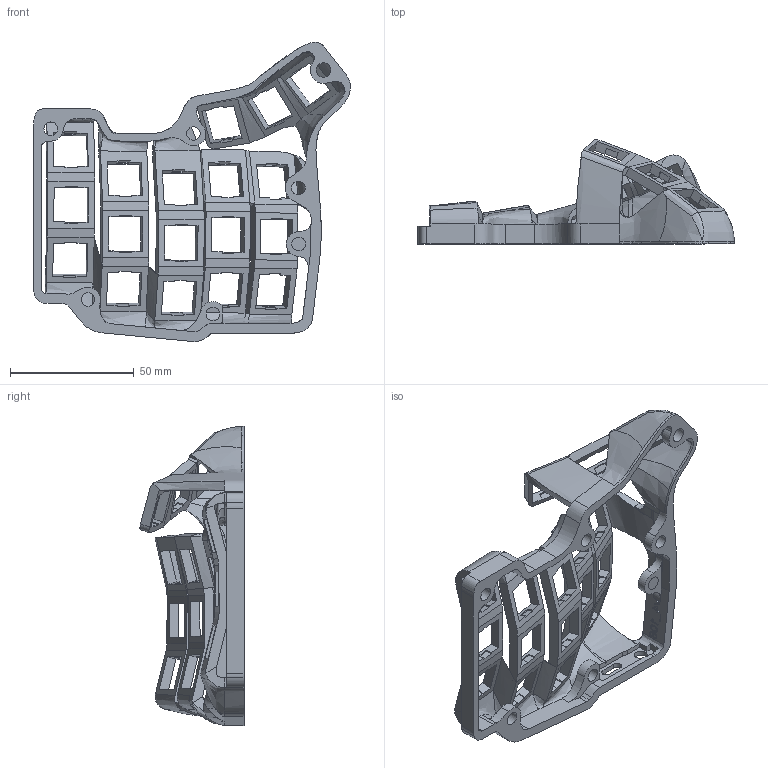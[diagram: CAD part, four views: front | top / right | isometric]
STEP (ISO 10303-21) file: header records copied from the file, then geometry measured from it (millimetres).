
FILE_DESCRIPTION(/* description */ (''),/* implementation_level */ '2;1');
FILE_NAME(/* name */ 'Skeletyl_v4 v105-left.step',/* time_stamp */ '2024-05-21T19:22:20+08:00',/* author */ (''),/* organization */ (''),/* preprocessor_version */ 'ST-DEVELOPER v20',/* originating_system */ 'Autodesk Translation Framework v13.14.0.145',/* authorisation */ '');
FILE_SCHEMA (('AUTOMOTIVE_DESIGN { 1 0 10303 214 3 1 1 }'));
Length unit declared in the file: millimetre
Products named in the file (2): Skeletyl Assembly; Skeletyl_v4 v105 v49(Mirror) (2)
Assembly tree (1 placements, depth 2):
  Skeletyl Assembly
    Skeletyl_v4 v105 v49(Mirror) (2)
Bounding box: 127.97 x 42.02 x 120.86 mm (x, y, z)
Volume: 43057.2 mm3; surface area: 34810.2 mm2
Topology: 1 solids, 2 shells, 654 faces, 1905 edges, 1246 vertices
Faces by surface type: plane 393, bspline 240, cylinder 21
Full cylindrical faces by diameter (mm): 5.2 x1, 5.5 x6, 5.9 x1
Entity records: 30513 total; most frequent: CARTESIAN_POINT 15042, ORIENTED_EDGE 3806, DIRECTION 2201, EDGE_CURVE 1903, LINE 1275, VECTOR 1275, VERTEX_POINT 1246, EDGE_LOOP 717
